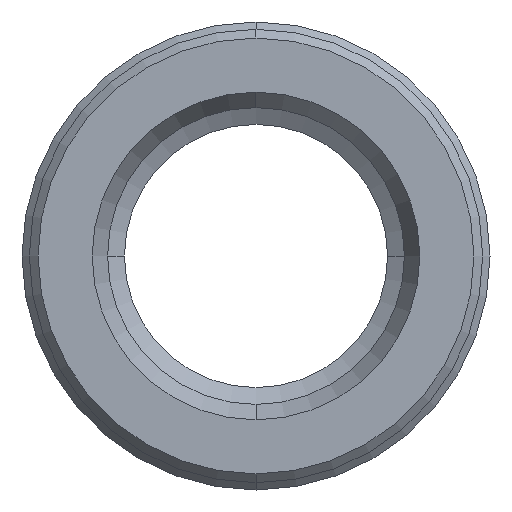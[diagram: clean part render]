
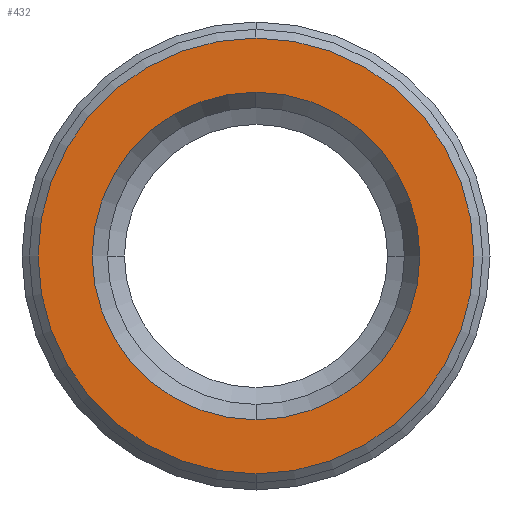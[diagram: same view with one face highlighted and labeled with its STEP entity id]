
A CAD part, front view. The second image highlights one B-rep face of the part: STEP entity #432.
In plain terms, the highlighted planar face has unit normal (0, -1, 0).
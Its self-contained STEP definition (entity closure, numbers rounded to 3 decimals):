
#218 = ORIENTED_EDGE ( 'NONE', *, *, #1519, .T. ) ;
#219 = ORIENTED_EDGE ( 'NONE', *, *, #220, .T. ) ;
#220 = EDGE_CURVE ( 'NONE', #1530, #1520, #654, .T. ) ;
#221 = EDGE_LOOP ( 'NONE', ( #222, #223 ) ) ;
#222 = ORIENTED_EDGE ( 'NONE', *, *, #1495, .F. ) ;
#223 = ORIENTED_EDGE ( 'NONE', *, *, #228, .F. ) ;
#228 = EDGE_CURVE ( 'NONE', #1493, #1510, #689, .T. ) ;
#432 = ADVANCED_FACE ( 'NONE', ( #756, #755 ), #754, .T. ) ;
#454 = EDGE_LOOP ( 'NONE', ( #218, #219 ) ) ;
#650 = DIRECTION ( 'NONE',  ( 0., 0., -1. ) ) ;
#651 = DIRECTION ( 'NONE',  ( 0., 1., 0. ) ) ;
#652 = CARTESIAN_POINT ( 'NONE',  ( 0., -19.103, 0. ) ) ;
#653 = AXIS2_PLACEMENT_3D ( 'NONE', #652, #651, #650 ) ;
#654 = CIRCLE ( 'NONE', #653, 5.6 ) ;
#686 = DIRECTION ( 'NONE',  ( 0., 0., -1. ) ) ;
#687 = DIRECTION ( 'NONE',  ( 0., 1., 0. ) ) ;
#688 = AXIS2_PLACEMENT_3D ( 'NONE', #691, #687, #686 ) ;
#689 = CIRCLE ( 'NONE', #688, 7.45 ) ;
#691 = CARTESIAN_POINT ( 'NONE',  ( 0., -19.103, 0. ) ) ;
#750 = DIRECTION ( 'NONE',  ( 0., 0., 1. ) ) ;
#751 = DIRECTION ( 'NONE',  ( 0., -1., 0. ) ) ;
#752 = CARTESIAN_POINT ( 'NONE',  ( 0., -19.103, 0. ) ) ;
#753 = AXIS2_PLACEMENT_3D ( 'NONE', #752, #751, #750 ) ;
#754 = PLANE ( 'NONE',  #753 ) ;
#755 = FACE_OUTER_BOUND ( 'NONE', #221, .T. ) ;
#756 = FACE_BOUND ( 'NONE', #454, .T. ) ;
#1128 = DIRECTION ( 'NONE',  ( 0., 0., -1. ) ) ;
#1129 = DIRECTION ( 'NONE',  ( 0., 1., 0. ) ) ;
#1130 = CARTESIAN_POINT ( 'NONE',  ( 0., -19.103, 0. ) ) ;
#1131 = AXIS2_PLACEMENT_3D ( 'NONE', #1130, #1129, #1128 ) ;
#1132 = CIRCLE ( 'NONE', #1131, 7.45 ) ;
#1133 = CARTESIAN_POINT ( 'NONE',  ( 0., -19.103, 7.45 ) ) ;
#1195 = CARTESIAN_POINT ( 'NONE',  ( 0., -19.103, -5.6 ) ) ;
#1208 = CARTESIAN_POINT ( 'NONE',  ( 0., -19.103, 5.6 ) ) ;
#1209 = DIRECTION ( 'NONE',  ( 0., 0., -1. ) ) ;
#1210 = DIRECTION ( 'NONE',  ( 0., 1., 0. ) ) ;
#1211 = CARTESIAN_POINT ( 'NONE',  ( 0., -19.103, 0. ) ) ;
#1212 = AXIS2_PLACEMENT_3D ( 'NONE', #1211, #1210, #1209 ) ;
#1213 = CIRCLE ( 'NONE', #1212, 5.6 ) ;
#1234 = CARTESIAN_POINT ( 'NONE',  ( 0., -19.103, -7.45 ) ) ;
#1493 = VERTEX_POINT ( 'NONE', #1133 ) ;
#1495 = EDGE_CURVE ( 'NONE', #1510, #1493, #1132, .T. ) ;
#1510 = VERTEX_POINT ( 'NONE', #1234 ) ;
#1519 = EDGE_CURVE ( 'NONE', #1520, #1530, #1213, .T. ) ;
#1520 = VERTEX_POINT ( 'NONE', #1208 ) ;
#1530 = VERTEX_POINT ( 'NONE', #1195 ) ;
